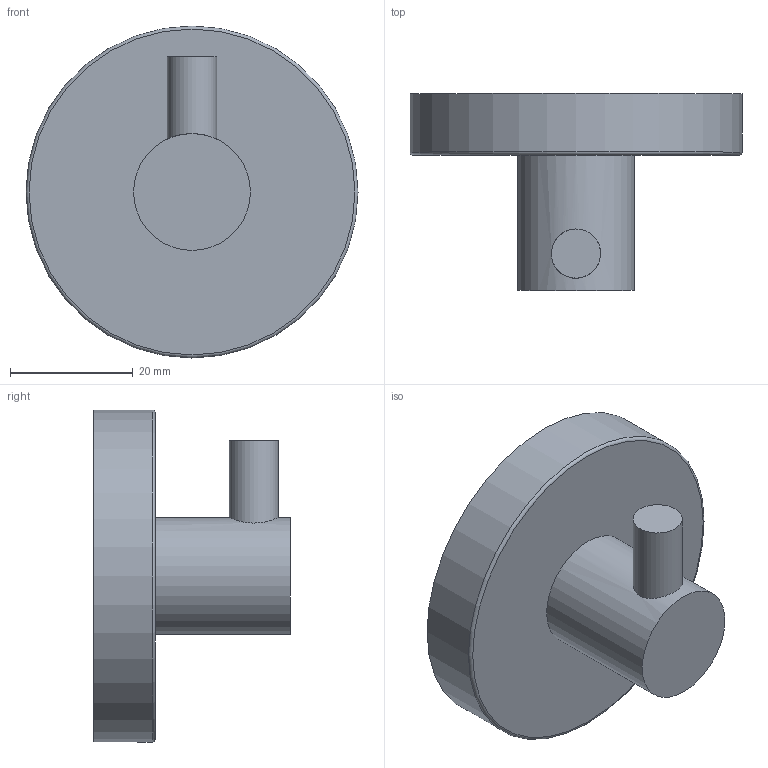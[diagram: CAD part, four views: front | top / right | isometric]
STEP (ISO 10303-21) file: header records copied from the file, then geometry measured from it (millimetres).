
FILE_DESCRIPTION(/* description */ (''),/* implementation_level */ '2;1');
FILE_NAME(/* name */ '3D_TVA151011000_ElementsTender.step',/* time_stamp */ '2022-12-07T16:43:28+01:00',/* author */ (''),/* organization */ (''),/* preprocessor_version */ 'ST-DEVELOPER v19.2',/* originating_system */ 'Autodesk Translation Framework v11.17.0.187',/* authorisation */ '');
FILE_SCHEMA (('AUTOMOTIVE_DESIGN { 1 0 10303 214 3 1 1 }'));
Length unit declared in the file: millimetre
Products named in the file (9): (Nicht gespeichert); 217924000-02; 217954000-03; GB 78-1985_5*10; 217954000-04; 217924000-06; GB 862.2-1987_6; GB5783-2000_5*8; GB 78-1985_5*5
Assembly tree (8 placements, depth 2):
  (Nicht gespeichert)
    217924000-02
    217954000-03
    GB 78-1985_5*10
    217954000-04
    217924000-06
    GB 862.2-1987_6
    GB5783-2000_5*8
    GB 78-1985_5*5
Bounding box: 54 x 32 x 54 mm (x, y, z)
Volume: 29175.4 mm3; surface area: 9843.7 mm2
Topology: 4 solids, 4 shells, 42 faces, 92 edges, 58 vertices
Faces by surface type: plane 24, cylinder 8, cone 8, torus 2
Full cylindrical faces by diameter (mm): 4.2 x1, 5 x2, 8 x3, 19 x1, 54 x1
Entity records: 1468 total; most frequent: CARTESIAN_POINT 273, DIRECTION 236, ORIENTED_EDGE 176, AXIS2_PLACEMENT_3D 92, EDGE_CURVE 88, VERTEX_POINT 58, LINE 52, VECTOR 52
